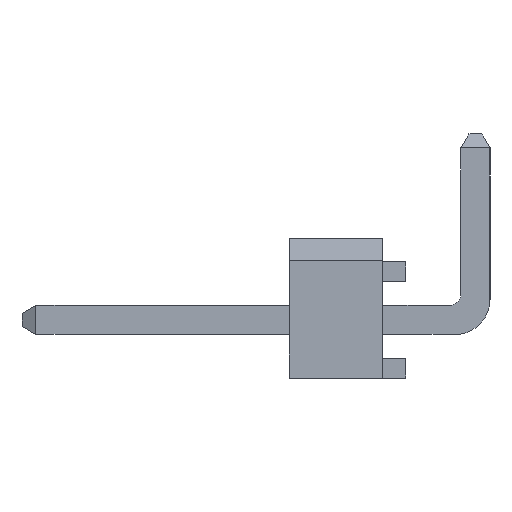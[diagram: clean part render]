
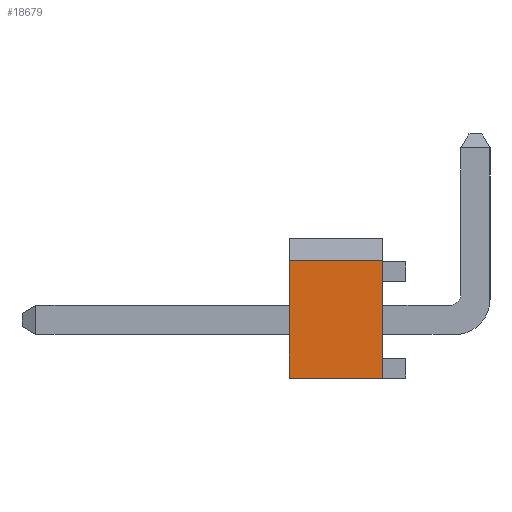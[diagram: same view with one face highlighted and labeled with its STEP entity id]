
A CAD part, left-side view. The second image highlights one B-rep face of the part: STEP entity #18679.
In plain terms, the highlighted planar face has unit normal (-1, 0, 0).
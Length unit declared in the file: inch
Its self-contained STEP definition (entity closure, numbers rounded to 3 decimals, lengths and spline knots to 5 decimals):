
#316=ORIENTED_EDGE('',*,*,#5748,.F.);
#317=ORIENTED_EDGE('',*,*,#5749,.F.);
#318=ORIENTED_EDGE('',*,*,#5750,.T.);
#319=ORIENTED_EDGE('',*,*,#5751,.F.);
#5748=EDGE_CURVE('',#8464,#8465,#10152,.T.);
#5749=EDGE_CURVE('',#8466,#8464,#10153,.T.);
#5750=EDGE_CURVE('',#8466,#8467,#10154,.T.);
#5751=EDGE_CURVE('',#8465,#8467,#10155,.T.);
#8464=VERTEX_POINT('',#26191);
#8465=VERTEX_POINT('',#26192);
#8466=VERTEX_POINT('',#26194);
#8467=VERTEX_POINT('',#26196);
#10152=LINE('',#26190,#12828);
#10153=LINE('',#26193,#12829);
#10154=LINE('',#26195,#12830);
#10155=LINE('',#26197,#12831);
#12828=VECTOR('',#21151,39.37008);
#12829=VECTOR('',#21152,39.37008);
#12830=VECTOR('',#21153,39.37008);
#12831=VECTOR('',#21154,39.37008);
#15339=EDGE_LOOP('',(#316,#317,#318,#319));
#16491=FACE_BOUND('',#15339,.T.);
#17643=PLANE('',#19773);
#18679=ADVANCED_FACE('',(#16491),#17643,.F.);
#19773=AXIS2_PLACEMENT_3D('',#26189,#21149,#21150);
#21149=DIRECTION('',(1.,0.,0.));
#21150=DIRECTION('',(0.,0.,-1.));
#21151=DIRECTION('',(0.,-1.,0.));
#21152=DIRECTION('',(0.,0.,1.));
#21153=DIRECTION('',(0.,-1.,0.));
#21154=DIRECTION('',(0.,0.,-1.));
#26189=CARTESIAN_POINT('',(-0.95,0.1,-0.06));
#26190=CARTESIAN_POINT('',(-0.95,3.8,0.041));
#26191=CARTESIAN_POINT('',(-0.95,0.1,0.041));
#26192=CARTESIAN_POINT('',(-0.95,0.02,0.041));
#26193=CARTESIAN_POINT('',(-0.95,0.1,-0.06));
#26194=CARTESIAN_POINT('',(-0.95,0.1,-0.06));
#26195=CARTESIAN_POINT('',(-0.95,0.1,-0.06));
#26196=CARTESIAN_POINT('',(-0.95,0.02,-0.06));
#26197=CARTESIAN_POINT('',(-0.95,0.02,-0.06));
